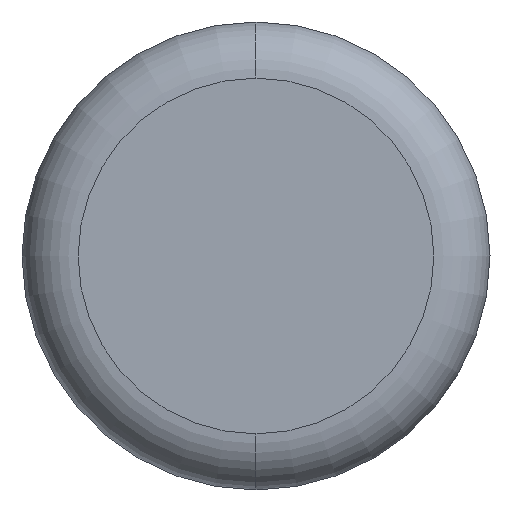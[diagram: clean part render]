
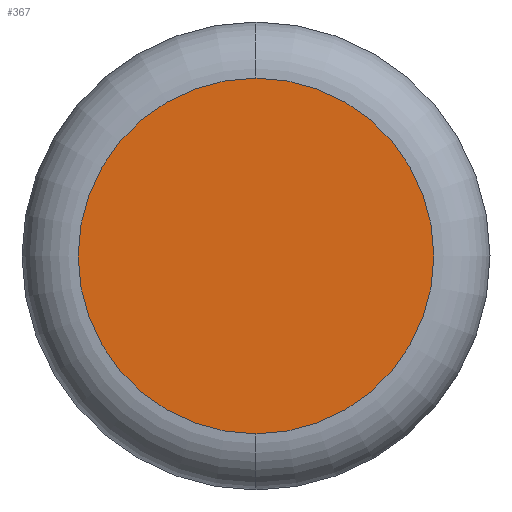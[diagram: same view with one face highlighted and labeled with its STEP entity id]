
A CAD part, front view. The second image highlights one B-rep face of the part: STEP entity #367.
In plain terms, the highlighted planar face has unit normal (0, -1, 0).
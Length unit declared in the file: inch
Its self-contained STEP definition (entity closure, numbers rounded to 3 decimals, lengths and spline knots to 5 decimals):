
#9 = CARTESIAN_POINT ( 'NONE',  ( 0., 0., 0. ) ) ;
#11 = VERTEX_POINT ( 'NONE', #484 ) ;
#134 = DIRECTION ( 'NONE',  ( 0., 0., -1. ) ) ;
#162 = ORIENTED_EDGE ( 'NONE', *, *, #329, .T. ) ;
#176 = DIRECTION ( 'NONE',  ( 0., -1., 0. ) ) ;
#183 = EDGE_CURVE ( 'NONE', #383, #11, #386, .T. ) ;
#217 = EDGE_LOOP ( 'NONE', ( #379, #162 ) ) ;
#251 = PLANE ( 'NONE',  #378 ) ;
#310 = CARTESIAN_POINT ( 'NONE',  ( 0., 0., -0.095 ) ) ;
#315 = DIRECTION ( 'NONE',  ( 0., 0., -1. ) ) ;
#329 = EDGE_CURVE ( 'NONE', #11, #383, #393, .T. ) ;
#367 = ADVANCED_FACE ( 'NONE', ( #444 ), #251, .T. ) ;
#378 = AXIS2_PLACEMENT_3D ( 'NONE', #9, #417, #315 ) ;
#379 = ORIENTED_EDGE ( 'NONE', *, *, #183, .T. ) ;
#383 = VERTEX_POINT ( 'NONE', #310 ) ;
#386 = CIRCLE ( 'NONE', #459, 0.095 ) ;
#393 = CIRCLE ( 'NONE', #513, 0.095 ) ;
#417 = DIRECTION ( 'NONE',  ( 0., -1., 0. ) ) ;
#426 = CARTESIAN_POINT ( 'NONE',  ( 0., 0., 0. ) ) ;
#428 = DIRECTION ( 'NONE',  ( 0., -1., 0. ) ) ;
#444 = FACE_OUTER_BOUND ( 'NONE', #217, .T. ) ;
#459 = AXIS2_PLACEMENT_3D ( 'NONE', #520, #176, #473 ) ;
#473 = DIRECTION ( 'NONE',  ( 0., 0., -1. ) ) ;
#484 = CARTESIAN_POINT ( 'NONE',  ( 0., 0., 0.095 ) ) ;
#513 = AXIS2_PLACEMENT_3D ( 'NONE', #426, #428, #134 ) ;
#520 = CARTESIAN_POINT ( 'NONE',  ( 0., 0., 0. ) ) ;
